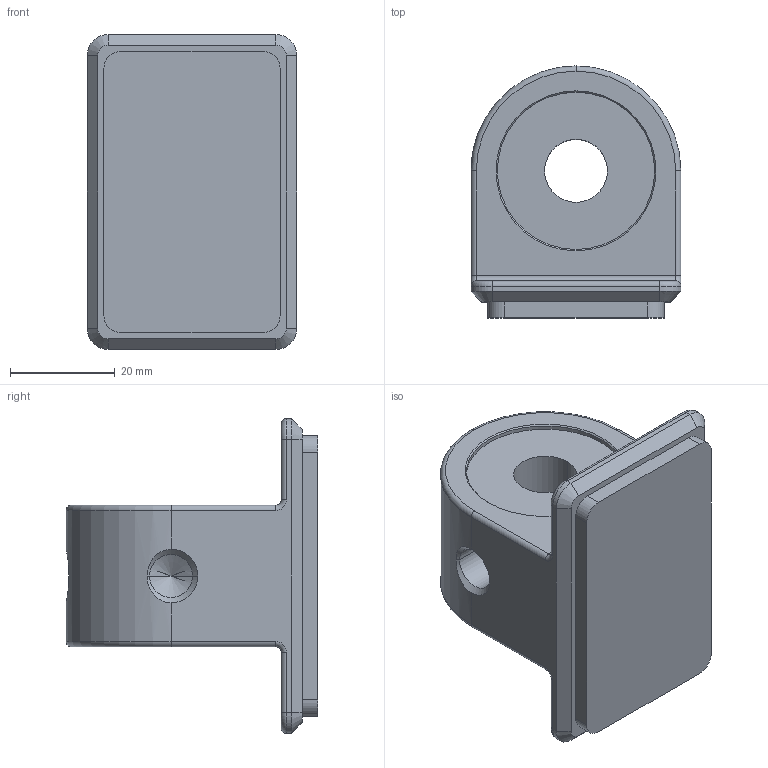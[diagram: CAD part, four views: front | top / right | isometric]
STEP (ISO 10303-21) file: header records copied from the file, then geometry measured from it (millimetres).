
FILE_DESCRIPTION (( 'STEP AP214' ), '1' );
FILE_NAME ('Connecteur Male.STEP', '2023-07-20T12:33:39', ( '' ), ( '' ), 'SwSTEP 2.0', 'SolidWorks 2021', '' );
FILE_SCHEMA (( 'AUTOMOTIVE_DESIGN' ));
Length unit declared in the file: millimetre
Products named in the file (1): Connecteur Male
Bounding box: 40 x 48 x 60 mm (x, y, z)
Volume: 48835.8 mm3; surface area: 11649.5 mm2
Topology: 1 solids, 1 shells, 78 faces, 182 edges, 106 vertices
Faces by surface type: cylinder 31, plane 20, cone 16, torus 11
Entity records: 2321 total; most frequent: CARTESIAN_POINT 471, DIRECTION 417, ORIENTED_EDGE 356, EDGE_CURVE 178, AXIS2_PLACEMENT_3D 164, VERTEX_POINT 106, LINE 89, VECTOR 89
